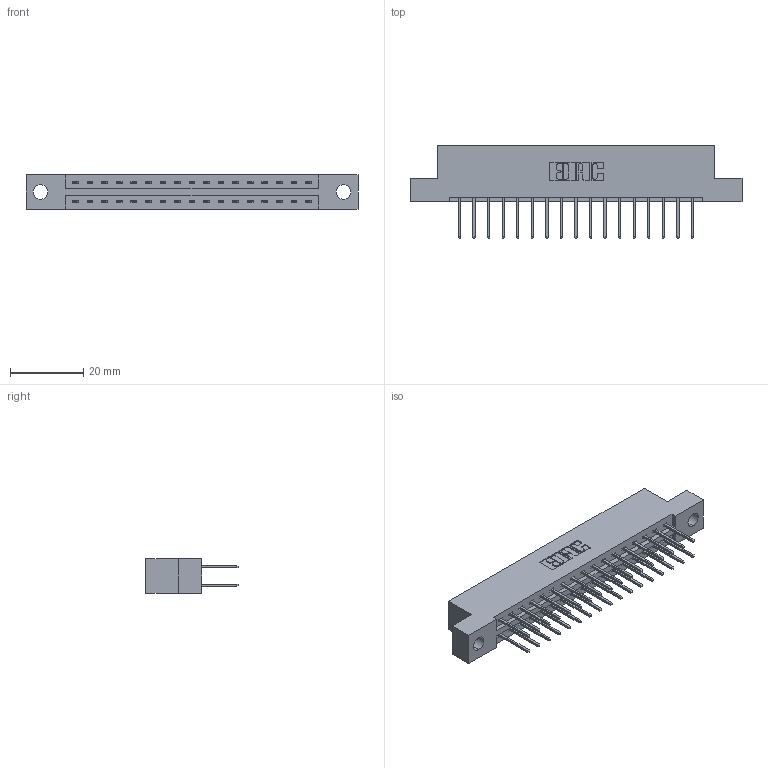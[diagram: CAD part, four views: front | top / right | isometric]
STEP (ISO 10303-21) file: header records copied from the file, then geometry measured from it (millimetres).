
FILE_DESCRIPTION (( 'STEP AP203' ), '1' );
FILE_NAME ('387-034-523-204.STEP', '2019-10-17T17:06:38', ( '' ), ( '' ), 'SwSTEP 2.0', 'SolidWorks 2016', '' );
FILE_SCHEMA (( 'CONFIG_CONTROL_DESIGN' ));
Length unit declared in the file: inch
Products named in the file (3): 337 Part_Flush Mounting Lugs - 0.156 Dia-TH; 387-034-523-204; 345-292-001_345-293-123
Assembly tree (35 placements, depth 2):
  387-034-523-204
    337 Part_Flush Mounting Lugs - 0.156 Dia-TH
    345-292-001_345-293-123  x34
Bounding box: 90.37 x 25.15 x 9.4 mm (x, y, z)
Volume: 9173.3 mm3; surface area: 10256.2 mm2
Topology: 35 solids, 35 shells, 1950 faces, 5785 edges, 3810 vertices
Faces by surface type: plane 1362, cylinder 588
Entity records: 16435 total; most frequent: CARTESIAN_POINT 2790, ORIENTED_EDGE 2726, DIRECTION 2419, EDGE_CURVE 1363, VECTOR 1235, LINE 1235, VERTEX_POINT 906, AXIS2_PLACEMENT_3D 592
